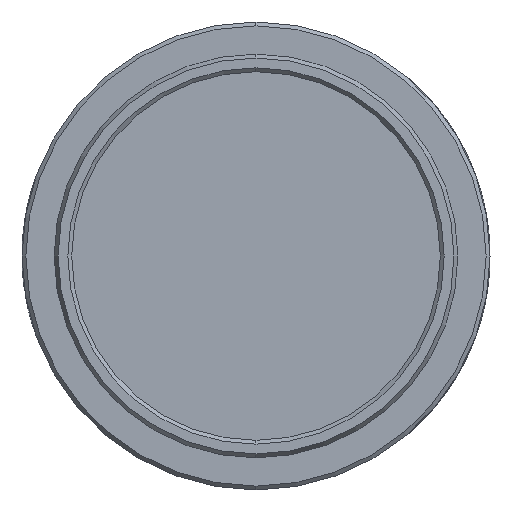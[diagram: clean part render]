
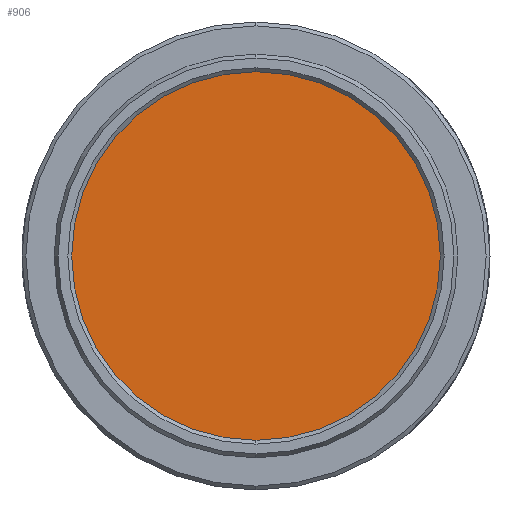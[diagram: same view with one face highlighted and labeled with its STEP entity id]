
A CAD part, left-side view. The second image highlights one B-rep face of the part: STEP entity #906.
In plain terms, the highlighted planar face has unit normal (-1, 0, 0).
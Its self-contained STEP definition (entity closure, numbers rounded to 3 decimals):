
#153 = CARTESIAN_POINT ( 'NONE',  ( -7.62, 0., 0. ) ) ;
#579 = DIRECTION ( 'NONE',  ( 1., 0., 0. ) ) ;
#906 = ADVANCED_FACE ( 'NONE', ( #5738 ), #4183, .F. ) ;
#1010 = CARTESIAN_POINT ( 'NONE',  ( -7.62, -1.462, -12.616 ) ) ;
#2741 = VERTEX_POINT ( 'NONE', #13355 ) ;
#3628 = DIRECTION ( 'NONE',  ( 0., -0.115, -0.993 ) ) ;
#4035 = CARTESIAN_POINT ( 'NONE',  ( -7.62, 0., 0. ) ) ;
#4047 = DIRECTION ( 'NONE',  ( 1., 0., 0. ) ) ;
#4183 = PLANE ( 'NONE',  #12883 ) ;
#4623 = EDGE_LOOP ( 'NONE', ( #10304, #11742 ) ) ;
#5526 = CIRCLE ( 'NONE', #14860, 12.7 ) ;
#5728 = CIRCLE ( 'NONE', #7451, 12.7 ) ;
#5738 = FACE_OUTER_BOUND ( 'NONE', #4623, .T. ) ;
#5861 = DIRECTION ( 'NONE',  ( 1., 0., 0. ) ) ;
#7451 = AXIS2_PLACEMENT_3D ( 'NONE', #10903, #4047, #14560 ) ;
#10304 = ORIENTED_EDGE ( 'NONE', *, *, #14293, .F. ) ;
#10903 = CARTESIAN_POINT ( 'NONE',  ( -7.62, 0., 0. ) ) ;
#11290 = DIRECTION ( 'NONE',  ( 0., -0.115, -0.993 ) ) ;
#11742 = ORIENTED_EDGE ( 'NONE', *, *, #12261, .F. ) ;
#12261 = EDGE_CURVE ( 'NONE', #2741, #12758, #5728, .T. ) ;
#12758 = VERTEX_POINT ( 'NONE', #1010 ) ;
#12883 = AXIS2_PLACEMENT_3D ( 'NONE', #4035, #579, #11290 ) ;
#13355 = CARTESIAN_POINT ( 'NONE',  ( -7.62, 1.462, 12.616 ) ) ;
#14293 = EDGE_CURVE ( 'NONE', #12758, #2741, #5526, .T. ) ;
#14560 = DIRECTION ( 'NONE',  ( 0., -0.115, -0.993 ) ) ;
#14860 = AXIS2_PLACEMENT_3D ( 'NONE', #153, #5861, #3628 ) ;
